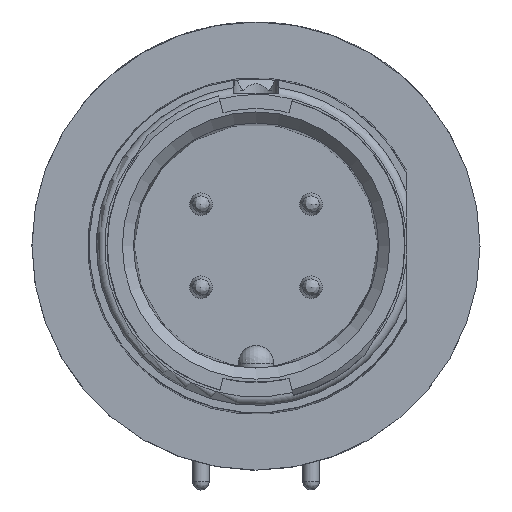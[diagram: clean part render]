
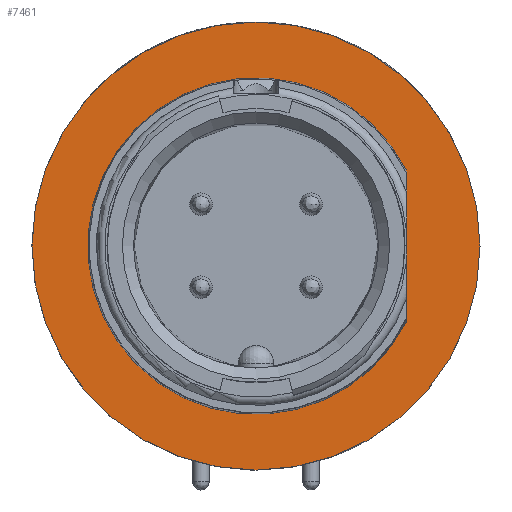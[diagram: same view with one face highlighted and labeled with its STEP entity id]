
A CAD part, top view. The second image highlights one B-rep face of the part: STEP entity #7461.
In plain terms, the highlighted planar face has unit normal (0, 0, 1).
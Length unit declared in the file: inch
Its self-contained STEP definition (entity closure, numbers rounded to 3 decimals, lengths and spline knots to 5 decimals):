
#286=PLANE('',#8242);
#453=FACE_BOUND('',#2687,.T.);
#992=LINE('',#12987,#1636);
#1636=VECTOR('',#9738,39.37008);
#2275=FACE_OUTER_BOUND('',#2686,.T.);
#2686=EDGE_LOOP('',(#6952,#6953));
#2687=EDGE_LOOP('',(#6954,#6955));
#2795=CIRCLE('',#7590,0.305);
#2800=CIRCLE('',#7596,0.406);
#2801=CIRCLE('',#7597,0.406);
#3105=VERTEX_POINT('',#11036);
#3106=VERTEX_POINT('',#11038);
#3112=VERTEX_POINT('',#11052);
#3113=VERTEX_POINT('',#11054);
#3873=EDGE_CURVE('',#3106,#3105,#2795,.T.);
#3881=EDGE_CURVE('',#3112,#3113,#2800,.T.);
#3882=EDGE_CURVE('',#3113,#3112,#2801,.T.);
#4617=EDGE_CURVE('',#3105,#3106,#992,.T.);
#6952=ORIENTED_EDGE('',*,*,#3882,.F.);
#6953=ORIENTED_EDGE('',*,*,#3881,.F.);
#6954=ORIENTED_EDGE('',*,*,#4617,.T.);
#6955=ORIENTED_EDGE('',*,*,#3873,.T.);
#7461=ADVANCED_FACE('',(#2275,#453),#286,.T.);
#7590=AXIS2_PLACEMENT_3D('',#11039,#8484,#8485);
#7596=AXIS2_PLACEMENT_3D('',#11055,#8499,#8500);
#7597=AXIS2_PLACEMENT_3D('',#11056,#8501,#8502);
#8242=AXIS2_PLACEMENT_3D('',#13414,#10378,#10379);
#8484=DIRECTION('center_axis',(0.,0.,-1.));
#8485=DIRECTION('ref_axis',(-1.,0.,0.));
#8499=DIRECTION('center_axis',(0.,0.,
-1.));
#8500=DIRECTION('ref_axis',(-1.,0.,0.));
#8501=DIRECTION('center_axis',(0.,0.,
-1.));
#8502=DIRECTION('ref_axis',(-1.,0.,0.));
#9738=DIRECTION('',(0.,-1.,0.));
#10378=DIRECTION('center_axis',(0.,0.,1.));
#10379=DIRECTION('ref_axis',(1.,0.,0.));
#11036=CARTESIAN_POINT('',(0.2574,0.136,-0.328));
#11038=CARTESIAN_POINT('',(0.2574,-0.136,-0.328));
#11039=CARTESIAN_POINT('Origin',(-0.0156,0.,
-0.328));
#11052=CARTESIAN_POINT('',(0.3904,0.,-0.328));
#11054=CARTESIAN_POINT('',(-0.4216,0.,-0.328));
#11055=CARTESIAN_POINT('Origin',(-0.0156,0.,
-0.328));
#11056=CARTESIAN_POINT('Origin',(-0.0156,0.,
-0.328));
#12987=CARTESIAN_POINT('',(0.2574,0.,-0.328));
#13414=CARTESIAN_POINT('Origin',(-0.0786,0.,
-0.328));
